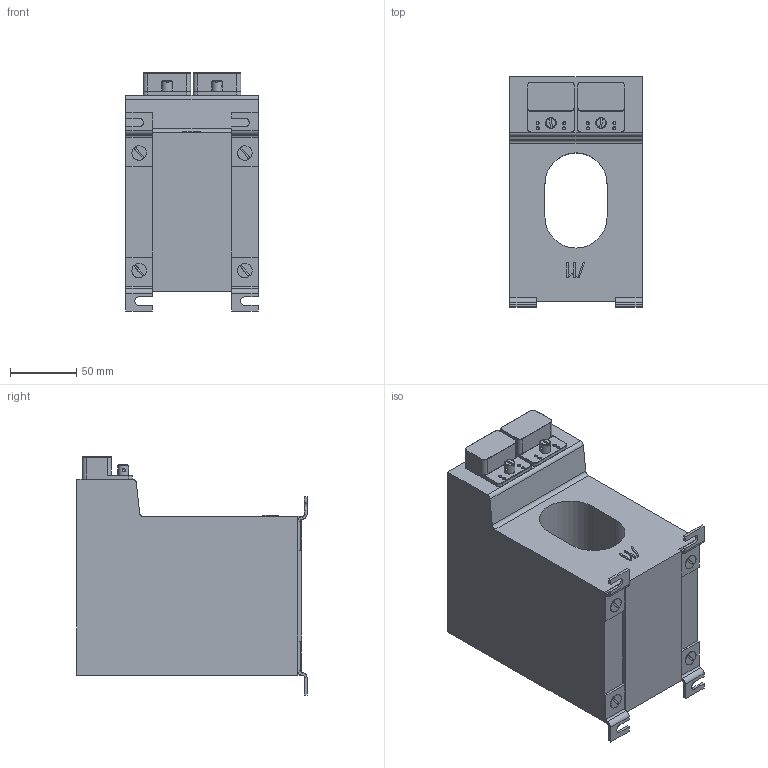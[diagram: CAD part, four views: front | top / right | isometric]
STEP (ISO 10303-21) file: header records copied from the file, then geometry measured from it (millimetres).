
FILE_DESCRIPTION(('STEP AP242'), '1');
FILE_NAME('ﾀﾄﾘﾏ.1.765.010ﾃﾗ ﾒﾘ-ﾝﾊ-0,66 ﾌ10 L=120', '', ('UNSPECIFIED'), ('UNSPECIFIED'), 'C3D Converter', 'C3D Toolkit', '');
FILE_SCHEMA(('AP242_MANAGED_MODEL_BASED_3D_ENGINEERING_MIM_LF { 1 0 10303 442 1 1 4 }'));
Length unit declared in the file: millimetre
Products named in the file (19): Втулка ЭК.8.211.004
Assembly tree (36 placements, depth 3):
  (unnamed)
    (unnamed)
    (unnamed)  x2
    (unnamed)  x4
    (unnamed)
    (unnamed)
    (unnamed)  x2
    (unnamed)
      (unnamed)
      (unnamed)
      (unnamed)
    (unnamed)  x2
      (unnamed)
      (unnamed)
      (unnamed)
    (unnamed)
      (unnamed)
      (unnamed)
      (unnamed)
    (unnamed)  x2
    (unnamed)
    (unnamed)
    Втулка ЭК.8.211.004  x3
    Втулка ЭК.8.211.004
    (unnamed)  x4
Bounding box: 100 x 174 x 180 mm (x, y, z)
Volume: 1831619.3 mm3; surface area: 162106.9 mm2
Topology: 35 solids, 35 shells, 1377 faces, 3398 edges, 2130 vertices
Faces by surface type: plane 702, cylinder 525, torus 92, cone 50, sphere 4, bspline 4
Full cylindrical faces by diameter (mm): 2 x8, 2.5 x2, 4 x4, 4.134 x2, 4.917 x8, 5 x2, 5.5 x2, 6 x8, 6.4 x4, 6.8 x2, 7 x6, 8 x2, 10 x20, 11.16 x2, 12 x4
Entity records: 38129 total; most frequent: CARTESIAN_POINT 7708, DIRECTION 5168, ORIENTED_EDGE 4720, EDGE_CURVE 2360, AXIS2_PLACEMENT_3D 1892, VERTEX_POINT 1552, LINE 1384, VECTOR 1384
